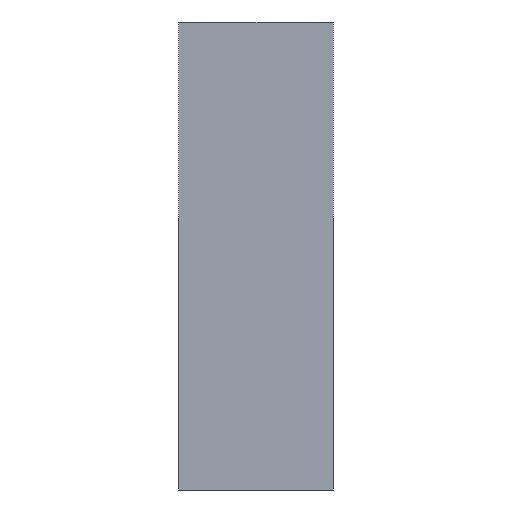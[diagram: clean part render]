
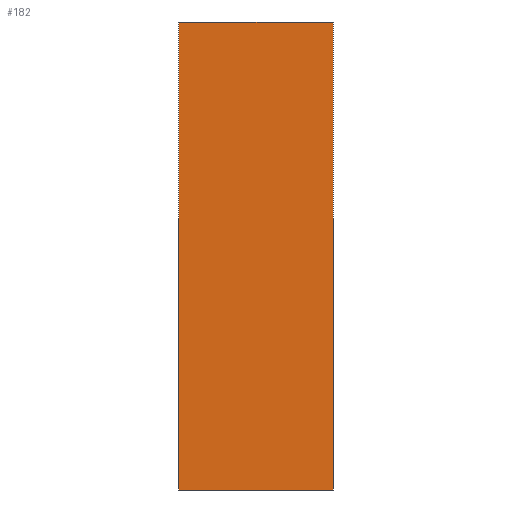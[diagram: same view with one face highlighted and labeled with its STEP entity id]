
A CAD part, left-side view. The second image highlights one B-rep face of the part: STEP entity #182.
In plain terms, the highlighted planar face has unit normal (-1, 0, 0).
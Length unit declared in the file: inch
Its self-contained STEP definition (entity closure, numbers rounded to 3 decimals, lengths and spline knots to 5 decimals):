
#21=FACE_OUTER_BOUND('',#31,.T.);
#31=EDGE_LOOP('',(#134,#135,#136,#137));
#47=LINE('',#284,#69);
#48=LINE('',#287,#70);
#49=LINE('',#289,#71);
#50=LINE('',#290,#72);
#69=VECTOR('',#232,0.3937);
#70=VECTOR('',#235,0.3937);
#71=VECTOR('',#236,0.3937);
#72=VECTOR('',#237,0.3937);
#88=VERTEX_POINT('',#280);
#89=VERTEX_POINT('',#282);
#90=VERTEX_POINT('',#286);
#91=VERTEX_POINT('',#288);
#107=EDGE_CURVE('',#88,#89,#47,.T.);
#108=EDGE_CURVE('',#88,#90,#48,.T.);
#109=EDGE_CURVE('',#91,#89,#49,.T.);
#110=EDGE_CURVE('',#90,#91,#50,.T.);
#134=ORIENTED_EDGE('',*,*,#108,.F.);
#135=ORIENTED_EDGE('',*,*,#107,.T.);
#136=ORIENTED_EDGE('',*,*,#109,.F.);
#137=ORIENTED_EDGE('',*,*,#110,.F.);
#173=PLANE('',#206);
#182=ADVANCED_FACE('',(#21),#173,.T.);
#206=AXIS2_PLACEMENT_3D('',#285,#233,#234);
#232=DIRECTION('',(0.,1.,0.));
#233=DIRECTION('center_axis',(-1.,0.,0.));
#234=DIRECTION('ref_axis',(0.,0.,1.));
#235=DIRECTION('',(0.,0.,-1.));
#236=DIRECTION('',(0.,0.,1.));
#237=DIRECTION('',(0.,1.,0.));
#280=CARTESIAN_POINT('',(0.,0.,15.125));
#282=CARTESIAN_POINT('',(0.,5.,15.125));
#284=CARTESIAN_POINT('',(0.,0.,15.125));
#285=CARTESIAN_POINT('Origin',(0.,0.,0.));
#286=CARTESIAN_POINT('',(0.,0.,0.));
#287=CARTESIAN_POINT('',(0.,0.,15.125));
#288=CARTESIAN_POINT('',(0.,5.,0.));
#289=CARTESIAN_POINT('',(0.,5.,15.125));
#290=CARTESIAN_POINT('',(0.,0.,0.));
